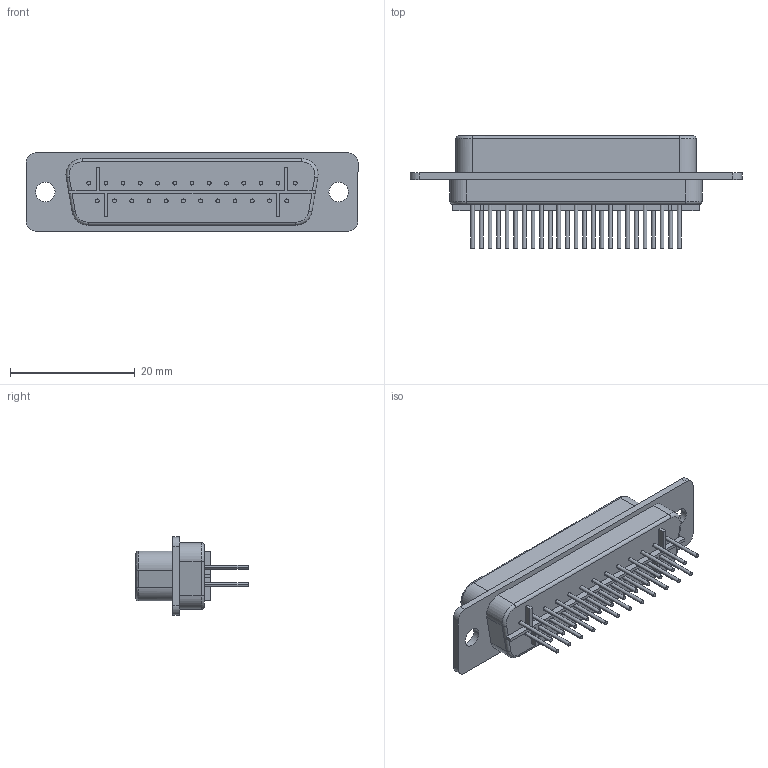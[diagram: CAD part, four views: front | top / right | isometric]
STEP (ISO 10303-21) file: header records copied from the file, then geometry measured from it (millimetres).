
FILE_DESCRIPTION((''),'2;1');
FILE_NAME('HARTING_09 67 025 4755_a.stp','2013-05-29T16:46:33',(''),(''),'Mechanical Desktop 2011','Mechanical Desktop 2011',', , ');
FILE_SCHEMA(('AUTOMOTIVE_DESIGN { 1 2 10303 214 1 1 1 1 }'));
Length unit declared in the file: millimetre
Products named in the file (1): Product
Bounding box: 53.2 x 18 x 12.5 mm (x, y, z)
Volume: 3964.8 mm3; surface area: 6548.9 mm2
Topology: 31 solids, 31 shells, 307 faces, 664 edges, 418 vertices
Faces by surface type: cylinder 132, plane 93, cone 50, bspline 28, torus 4
Entity records: 9359 total; most frequent: CARTESIAN_POINT 2375, DIRECTION 1514, ORIENTED_EDGE 1328, EDGE_CURVE 664, AXIS2_PLACEMENT_3D 602, VERTEX_POINT 418, EDGE_LOOP 364, CIRCLE 322
